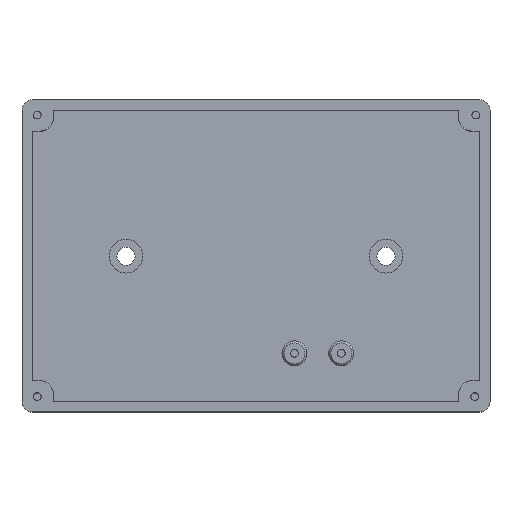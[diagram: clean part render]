
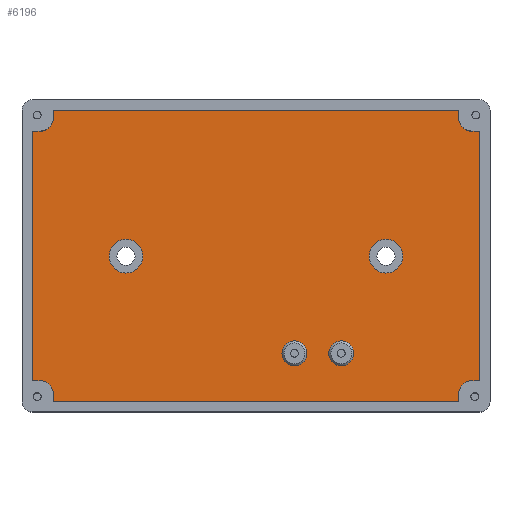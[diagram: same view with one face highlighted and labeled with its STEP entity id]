
A CAD part, top view. The second image highlights one B-rep face of the part: STEP entity #6196.
In plain terms, the highlighted planar face has unit normal (0, 0, 1).
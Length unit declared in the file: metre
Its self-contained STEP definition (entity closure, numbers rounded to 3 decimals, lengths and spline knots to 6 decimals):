
#547=LINE('',#8791,#1167);
#577=LINE('',#8897,#1197);
#578=LINE('',#8899,#1198);
#582=LINE('',#8907,#1202);
#584=LINE('',#8911,#1204);
#585=LINE('',#8913,#1205);
#589=LINE('',#8921,#1209);
#591=LINE('',#8925,#1211);
#592=LINE('',#8927,#1212);
#596=LINE('',#8935,#1216);
#598=LINE('',#8939,#1218);
#599=LINE('',#8941,#1219);
#1167=VECTOR('',#7025,1.);
#1197=VECTOR('',#7119,1.);
#1198=VECTOR('',#7122,1.);
#1202=VECTOR('',#7128,1.);
#1204=VECTOR('',#7132,1.);
#1205=VECTOR('',#7135,1.);
#1209=VECTOR('',#7141,1.);
#1211=VECTOR('',#7145,1.);
#1212=VECTOR('',#7148,1.);
#1216=VECTOR('',#7154,1.);
#1218=VECTOR('',#7158,1.);
#1219=VECTOR('',#7161,1.);
#2008=ORIENTED_EDGE('',*,*,#3828,.T.);
#2009=ORIENTED_EDGE('',*,*,#3829,.T.);
#2010=ORIENTED_EDGE('',*,*,#3830,.F.);
#2011=ORIENTED_EDGE('',*,*,#3831,.F.);
#2012=ORIENTED_EDGE('',*,*,#3750,.F.);
#2013=ORIENTED_EDGE('',*,*,#3804,.T.);
#2014=ORIENTED_EDGE('',*,*,#3832,.T.);
#2015=ORIENTED_EDGE('',*,*,#3805,.F.);
#2016=ORIENTED_EDGE('',*,*,#3809,.F.);
#2017=ORIENTED_EDGE('',*,*,#3811,.T.);
#2018=ORIENTED_EDGE('',*,*,#3833,.T.);
#2019=ORIENTED_EDGE('',*,*,#3812,.F.);
#2020=ORIENTED_EDGE('',*,*,#3816,.T.);
#2021=ORIENTED_EDGE('',*,*,#3818,.T.);
#2022=ORIENTED_EDGE('',*,*,#3834,.T.);
#2023=ORIENTED_EDGE('',*,*,#3819,.F.);
#2024=ORIENTED_EDGE('',*,*,#3823,.T.);
#2025=ORIENTED_EDGE('',*,*,#3825,.T.);
#2026=ORIENTED_EDGE('',*,*,#3835,.T.);
#2027=ORIENTED_EDGE('',*,*,#3826,.F.);
#3750=EDGE_CURVE('',#4675,#4676,#547,.T.);
#3804=EDGE_CURVE('',#4675,#4719,#577,.T.);
#3805=EDGE_CURVE('',#4720,#4721,#578,.T.);
#3809=EDGE_CURVE('',#4722,#4720,#582,.T.);
#3811=EDGE_CURVE('',#4722,#4723,#584,.T.);
#3812=EDGE_CURVE('',#4724,#4725,#585,.T.);
#3816=EDGE_CURVE('',#4724,#4726,#589,.T.);
#3818=EDGE_CURVE('',#4726,#4727,#591,.T.);
#3819=EDGE_CURVE('',#4728,#4729,#592,.T.);
#3823=EDGE_CURVE('',#4728,#4730,#596,.T.);
#3825=EDGE_CURVE('',#4730,#4731,#598,.T.);
#3826=EDGE_CURVE('',#4676,#4732,#599,.T.);
#3828=EDGE_CURVE('',#4733,#4733,#5087,.F.);
#3829=EDGE_CURVE('',#4734,#4734,#5088,.F.);
#3830=EDGE_CURVE('',#4735,#4735,#5089,.T.);
#3831=EDGE_CURVE('',#4736,#4736,#5090,.T.);
#3832=EDGE_CURVE('',#4719,#4721,#5091,.F.);
#3833=EDGE_CURVE('',#4723,#4725,#5092,.F.);
#3834=EDGE_CURVE('',#4727,#4729,#5093,.F.);
#3835=EDGE_CURVE('',#4731,#4732,#5094,.F.);
#4675=VERTEX_POINT('',#8790);
#4676=VERTEX_POINT('',#8792);
#4719=VERTEX_POINT('',#8896);
#4720=VERTEX_POINT('',#8900);
#4721=VERTEX_POINT('',#8901);
#4722=VERTEX_POINT('',#8906);
#4723=VERTEX_POINT('',#8910);
#4724=VERTEX_POINT('',#8914);
#4725=VERTEX_POINT('',#8915);
#4726=VERTEX_POINT('',#8920);
#4727=VERTEX_POINT('',#8924);
#4728=VERTEX_POINT('',#8928);
#4729=VERTEX_POINT('',#8929);
#4730=VERTEX_POINT('',#8934);
#4731=VERTEX_POINT('',#8938);
#4732=VERTEX_POINT('',#8942);
#4733=VERTEX_POINT('',#8946);
#4734=VERTEX_POINT('',#8948);
#4735=VERTEX_POINT('',#8950);
#4736=VERTEX_POINT('',#8952);
#5087=CIRCLE('',#6605,0.0024);
#5088=CIRCLE('',#6606,0.0024);
#5089=CIRCLE('',#6607,0.00325);
#5090=CIRCLE('',#6608,0.00325);
#5091=CIRCLE('',#6609,0.0025);
#5092=CIRCLE('',#6610,0.0025);
#5093=CIRCLE('',#6611,0.0025);
#5094=CIRCLE('',#6612,0.0025);
#5177=EDGE_LOOP('',(#2008));
#5178=EDGE_LOOP('',(#2009));
#5179=EDGE_LOOP('',(#2010));
#5180=EDGE_LOOP('',(#2011));
#5181=EDGE_LOOP('',(#2012,#2013,#2014,#2015,#2016,#2017,#2018,#2019,#2020,
#2021,#2022,#2023,#2024,#2025,#2026,#2027));
#5607=FACE_BOUND('',#5177,.T.);
#5608=FACE_BOUND('',#5178,.T.);
#5609=FACE_BOUND('',#5179,.T.);
#5610=FACE_BOUND('',#5180,.T.);
#5611=FACE_BOUND('',#5181,.T.);
#5994=PLANE('',#6604);
#6196=ADVANCED_FACE('',(#5607,#5608,#5609,#5610,#5611),#5994,.T.);
#6604=AXIS2_PLACEMENT_3D('',#8944,#7163,#7164);
#6605=AXIS2_PLACEMENT_3D('',#8945,#7165,#7166);
#6606=AXIS2_PLACEMENT_3D('',#8947,#7167,#7168);
#6607=AXIS2_PLACEMENT_3D('',#8949,#7169,#7170);
#6608=AXIS2_PLACEMENT_3D('',#8951,#7171,#7172);
#6609=AXIS2_PLACEMENT_3D('',#8953,#7173,#7174);
#6610=AXIS2_PLACEMENT_3D('',#8954,#7175,#7176);
#6611=AXIS2_PLACEMENT_3D('',#8955,#7177,#7178);
#6612=AXIS2_PLACEMENT_3D('',#8956,#7179,#7180);
#7025=DIRECTION('',(-1.,0.,0.));
#7119=DIRECTION('',(0.,1.,0.));
#7122=DIRECTION('',(-1.,0.,0.));
#7128=DIRECTION('',(0.,-1.,0.));
#7132=DIRECTION('',(-1.,0.,0.));
#7135=DIRECTION('',(0.,-1.,0.));
#7141=DIRECTION('',(-1.,0.,0.));
#7145=DIRECTION('',(0.,-1.,0.));
#7148=DIRECTION('',(1.,0.,0.));
#7154=DIRECTION('',(0.,-1.,0.));
#7158=DIRECTION('',(1.,0.,0.));
#7161=DIRECTION('',(0.,1.,0.));
#7163=DIRECTION('',(0.,0.,1.));
#7164=DIRECTION('',(1.,0.,0.));
#7165=DIRECTION('',(0.,0.,1.));
#7166=DIRECTION('',(1.,0.,0.));
#7167=DIRECTION('',(0.,0.,1.));
#7168=DIRECTION('',(1.,0.,0.));
#7169=DIRECTION('',(0.,0.,1.));
#7170=DIRECTION('',(1.,0.,0.));
#7171=DIRECTION('',(0.,0.,1.));
#7172=DIRECTION('',(1.,0.,0.));
#7173=DIRECTION('',(0.,0.,1.));
#7174=DIRECTION('',(1.,0.,0.));
#7175=DIRECTION('',(0.,0.,1.));
#7176=DIRECTION('',(1.,0.,0.));
#7177=DIRECTION('',(0.,0.,1.));
#7178=DIRECTION('',(1.,0.,0.));
#7179=DIRECTION('',(0.,0.,1.));
#7180=DIRECTION('',(1.,0.,0.));
#8790=CARTESIAN_POINT('',(0.084,0.002,0.003));
#8791=CARTESIAN_POINT('',(0.045,0.002,0.003));
#8792=CARTESIAN_POINT('',(0.006,0.002,0.003));
#8896=CARTESIAN_POINT('',(0.084,0.0035,0.003));
#8897=CARTESIAN_POINT('',(0.084,0.004,0.003));
#8899=CARTESIAN_POINT('',(0.086,0.006,0.003));
#8900=CARTESIAN_POINT('',(0.088,0.006,0.003));
#8901=CARTESIAN_POINT('',(0.0865,0.006,0.003));
#8906=CARTESIAN_POINT('',(0.088,0.054,0.003));
#8907=CARTESIAN_POINT('',(0.088,0.03,0.003));
#8910=CARTESIAN_POINT('',(0.0865,0.054,0.003));
#8911=CARTESIAN_POINT('',(0.086,0.054,0.003));
#8913=CARTESIAN_POINT('',(0.084,0.056,0.003));
#8914=CARTESIAN_POINT('',(0.084,0.058,0.003));
#8915=CARTESIAN_POINT('',(0.084,0.0565,0.003));
#8920=CARTESIAN_POINT('',(0.006,0.058,0.003));
#8921=CARTESIAN_POINT('',(0.045,0.058,0.003));
#8924=CARTESIAN_POINT('',(0.006,0.0565,0.003));
#8925=CARTESIAN_POINT('',(0.006,0.056,0.003));
#8927=CARTESIAN_POINT('',(0.004,0.054,0.003));
#8928=CARTESIAN_POINT('',(0.002,0.054,0.003));
#8929=CARTESIAN_POINT('',(0.0035,0.054,0.003));
#8934=CARTESIAN_POINT('',(0.002,0.006,0.003));
#8935=CARTESIAN_POINT('',(0.002,0.03,0.003));
#8938=CARTESIAN_POINT('',(0.0035,0.006,0.003));
#8939=CARTESIAN_POINT('',(0.004,0.006,0.003));
#8941=CARTESIAN_POINT('',(0.006,0.004,0.003));
#8942=CARTESIAN_POINT('',(0.006,0.0035,0.003));
#8944=CARTESIAN_POINT('',(0.045,0.03,0.003));
#8945=CARTESIAN_POINT('',(0.061393,0.0113,0.003));
#8946=CARTESIAN_POINT('',(0.063793,0.0113,0.003));
#8947=CARTESIAN_POINT('',(0.052393,0.0113,0.003));
#8948=CARTESIAN_POINT('',(0.054793,0.0113,0.003));
#8949=CARTESIAN_POINT('',(0.02,0.03,0.003));
#8950=CARTESIAN_POINT('',(0.02325,0.03,0.003));
#8951=CARTESIAN_POINT('',(0.07,0.03,0.003));
#8952=CARTESIAN_POINT('',(0.07325,0.03,0.003));
#8953=CARTESIAN_POINT('',(0.0865,0.0035,0.003));
#8954=CARTESIAN_POINT('',(0.0865,0.0565,0.003));
#8955=CARTESIAN_POINT('',(0.0035,0.0565,0.003));
#8956=CARTESIAN_POINT('',(0.0035,0.0035,0.003));
